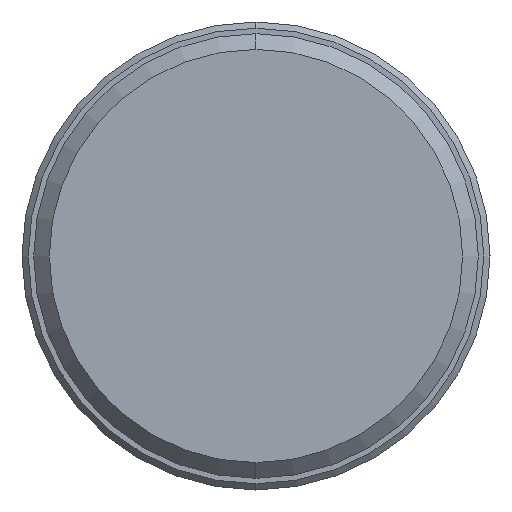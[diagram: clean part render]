
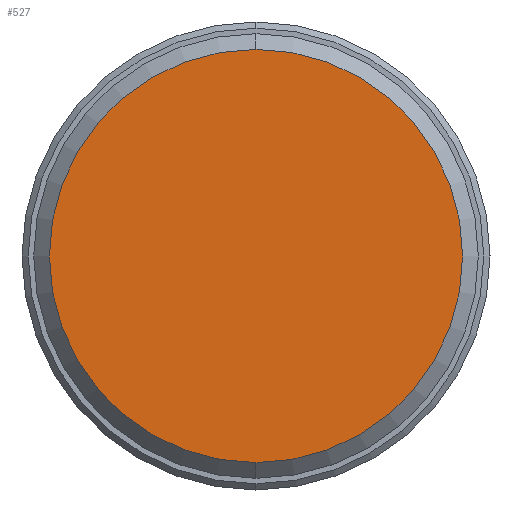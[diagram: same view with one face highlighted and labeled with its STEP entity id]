
A CAD part, left-side view. The second image highlights one B-rep face of the part: STEP entity #527.
In plain terms, the highlighted planar face has unit normal (-1, 0, 0).
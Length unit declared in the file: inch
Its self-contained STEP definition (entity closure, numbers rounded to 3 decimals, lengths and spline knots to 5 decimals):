
#275 = ORIENTED_EDGE ( 'NONE', *, *, #386, .T. ) ;
#351 = DIRECTION ( 'NONE',  ( -1., 0., 0. ) ) ;
#386 = EDGE_CURVE ( 'NONE', #1690, #3543, #929, .T. ) ;
#527 = ADVANCED_FACE ( 'NONE', ( #3146 ), #1730, .F. ) ;
#697 = CARTESIAN_POINT ( 'NONE',  ( -0.94609, 0.48457, 0.63687 ) ) ;
#851 = EDGE_LOOP ( 'NONE', ( #2331, #275 ) ) ;
#929 = CIRCLE ( 'NONE', #2069, 0.33112 ) ;
#1151 = AXIS2_PLACEMENT_3D ( 'NONE', #1219, #351, #2662 ) ;
#1190 = DIRECTION ( 'NONE',  ( 1., 0., 0. ) ) ;
#1219 = CARTESIAN_POINT ( 'NONE',  ( -0.94609, 0.48457, 0.63687 ) ) ;
#1241 = DIRECTION ( 'NONE',  ( -1., 0., 0. ) ) ;
#1512 = CIRCLE ( 'NONE', #1151, 0.33112 ) ;
#1615 = CARTESIAN_POINT ( 'NONE',  ( -0.94609, 0.48457, 0.30575 ) ) ;
#1690 = VERTEX_POINT ( 'NONE', #3095 ) ;
#1730 = PLANE ( 'NONE',  #2350 ) ;
#2069 = AXIS2_PLACEMENT_3D ( 'NONE', #697, #1241, #3246 ) ;
#2331 = ORIENTED_EDGE ( 'NONE', *, *, #2481, .T. ) ;
#2350 = AXIS2_PLACEMENT_3D ( 'NONE', #3151, #1190, #3130 ) ;
#2481 = EDGE_CURVE ( 'NONE', #3543, #1690, #1512, .T. ) ;
#2662 = DIRECTION ( 'NONE',  ( 0., 0., -1. ) ) ;
#3095 = CARTESIAN_POINT ( 'NONE',  ( -0.94609, 0.48457, 0.968 ) ) ;
#3130 = DIRECTION ( 'NONE',  ( 0., 0., -1. ) ) ;
#3146 = FACE_OUTER_BOUND ( 'NONE', #851, .T. ) ;
#3151 = CARTESIAN_POINT ( 'NONE',  ( -0.94609, 0.48457, 0.63687 ) ) ;
#3246 = DIRECTION ( 'NONE',  ( 0., 0., -1. ) ) ;
#3543 = VERTEX_POINT ( 'NONE', #1615 ) ;
